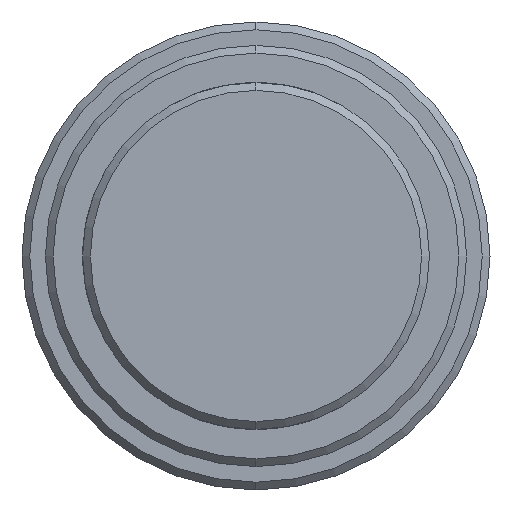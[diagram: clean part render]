
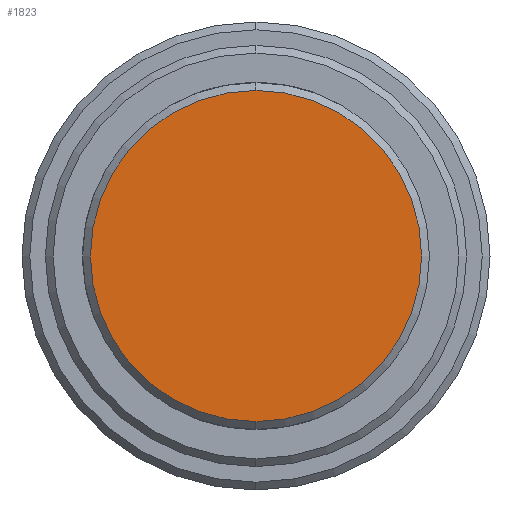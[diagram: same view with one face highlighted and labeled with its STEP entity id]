
A CAD part, left-side view. The second image highlights one B-rep face of the part: STEP entity #1823.
In plain terms, the highlighted planar face has unit normal (-1, 0, 0).
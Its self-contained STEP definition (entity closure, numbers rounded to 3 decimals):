
#85 = EDGE_CURVE ( 'NONE', #982, #2077, #1743, .T. ) ;
#415 = PLANE ( 'NONE',  #2212 ) ;
#452 = DIRECTION ( 'NONE',  ( 0., 0., -1. ) ) ;
#691 = EDGE_LOOP ( 'NONE', ( #1480, #1037 ) ) ;
#873 = CARTESIAN_POINT ( 'NONE',  ( 0., 0., 0. ) ) ;
#878 = EDGE_CURVE ( 'NONE', #2077, #982, #1027, .T. ) ;
#926 = CARTESIAN_POINT ( 'NONE',  ( 0., 0., 21.225 ) ) ;
#982 = VERTEX_POINT ( 'NONE', #926 ) ;
#1027 = CIRCLE ( 'NONE', #1665, 21.225 ) ;
#1037 = ORIENTED_EDGE ( 'NONE', *, *, #85, .T. ) ;
#1115 = CARTESIAN_POINT ( 'NONE',  ( 0., 0., 0. ) ) ;
#1169 = FACE_OUTER_BOUND ( 'NONE', #691, .T. ) ;
#1295 = DIRECTION ( 'NONE',  ( 1., 0., 0. ) ) ;
#1480 = ORIENTED_EDGE ( 'NONE', *, *, #878, .T. ) ;
#1665 = AXIS2_PLACEMENT_3D ( 'NONE', #873, #1928, #2647 ) ;
#1743 = CIRCLE ( 'NONE', #1750, 21.225 ) ;
#1750 = AXIS2_PLACEMENT_3D ( 'NONE', #1115, #2450, #452 ) ;
#1823 = ADVANCED_FACE ( 'NONE', ( #1169 ), #415, .F. ) ;
#1917 = CARTESIAN_POINT ( 'NONE',  ( 0., 0., 0. ) ) ;
#1928 = DIRECTION ( 'NONE',  ( -1., 0., 0. ) ) ;
#2077 = VERTEX_POINT ( 'NONE', #2435 ) ;
#2163 = DIRECTION ( 'NONE',  ( 0., 0., -1. ) ) ;
#2212 = AXIS2_PLACEMENT_3D ( 'NONE', #1917, #1295, #2163 ) ;
#2435 = CARTESIAN_POINT ( 'NONE',  ( 0., 0., -21.225 ) ) ;
#2450 = DIRECTION ( 'NONE',  ( -1., 0., 0. ) ) ;
#2647 = DIRECTION ( 'NONE',  ( 0., 0., -1. ) ) ;
